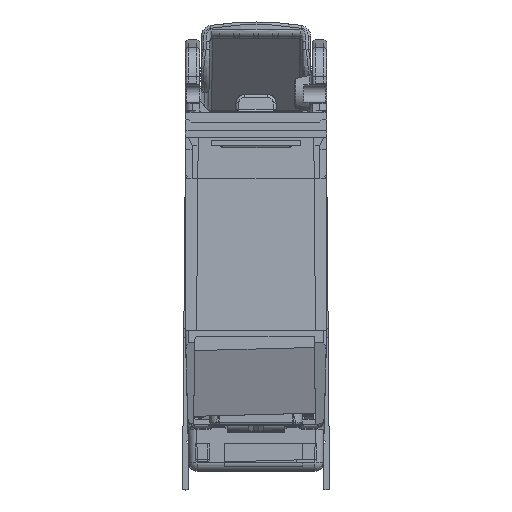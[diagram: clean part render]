
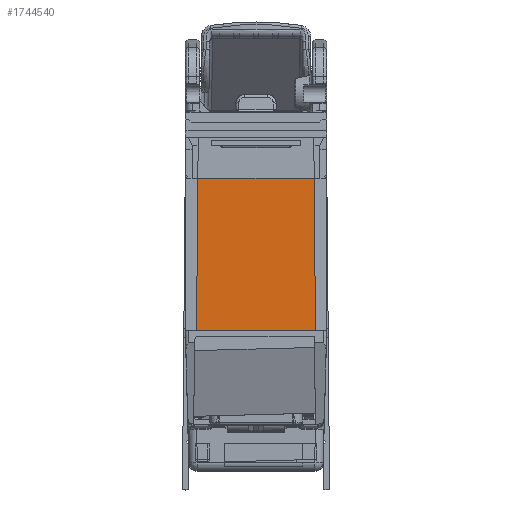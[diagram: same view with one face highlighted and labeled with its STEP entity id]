
A CAD part, top view. The second image highlights one B-rep face of the part: STEP entity #1744540.
In plain terms, the highlighted planar face has unit normal (0, 0.009, 1).
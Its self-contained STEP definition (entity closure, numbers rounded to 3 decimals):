
#880110=CARTESIAN_POINT('',(610.801,25.287,
67.237));
#880120=VERTEX_POINT('',#880110);
#880150=CARTESIAN_POINT('',(0.,25.287,67.237));
#880160=DIRECTION('',(1.,0.,0.));
#880170=VECTOR('',#880160,1.);
#880180=LINE('',#880150,#880170);
#880190=CARTESIAN_POINT('',(652.063,25.287,
67.237));
#880200=VERTEX_POINT('',#880190);
#880210=EDGE_CURVE('',#880120,#880200,#880180,.T.);
#1653520=CARTESIAN_POINT('',(651.602,78.037,
66.777));
#1653530=VERTEX_POINT('',#1653520);
#1653560=CARTESIAN_POINT('',(0.,78.037,66.777));
#1653570=DIRECTION('',(-1.,0.,0.));
#1653580=VECTOR('',#1653570,1.);
#1653590=LINE('',#1653560,#1653580);
#1653600=CARTESIAN_POINT('',(611.261,78.037,
66.777));
#1653610=VERTEX_POINT('',#1653600);
#1653620=EDGE_CURVE('',#1653530,#1653610,#1653590,.T.);
#1744330=CARTESIAN_POINT('',(653.562,25.296,
67.237));
#1744340=DIRECTION('',(0.,-0.009,
-1.));
#1744350=DIRECTION('',(0.,-1.,
0.009));
#1744360=AXIS2_PLACEMENT_3D('',#1744330,#1744340,#1744350);
#1744370=PLANE('',#1744360);
#1744380=ORIENTED_EDGE('',*,*,#1653620,.T.);
#1744390=CARTESIAN_POINT('',(652.283,0.,67.458));
#1744400=DIRECTION('',(-0.009,1.,
-0.009));
#1744410=VECTOR('',#1744400,1.);
#1744420=LINE('',#1744390,#1744410);
#1744430=EDGE_CURVE('',#880200,#1653530,#1744420,.T.);
#1744440=ORIENTED_EDGE('',*,*,#1744430,.T.);
#1744450=ORIENTED_EDGE('',*,*,#880210,.T.);
#1744460=CARTESIAN_POINT('',(610.58,0.,67.458));
#1744470=DIRECTION('',(0.009,1.,
-0.009));
#1744480=VECTOR('',#1744470,1.);
#1744490=LINE('',#1744460,#1744480);
#1744500=EDGE_CURVE('',#880120,#1653610,#1744490,.T.);
#1744510=ORIENTED_EDGE('',*,*,#1744500,.F.);
#1744520=EDGE_LOOP('',(#1744510,#1744450,#1744440,#1744380));
#1744530=FACE_OUTER_BOUND('',#1744520,.T.);
#1744540=ADVANCED_FACE('',(#1744530),#1744370,.F.);
